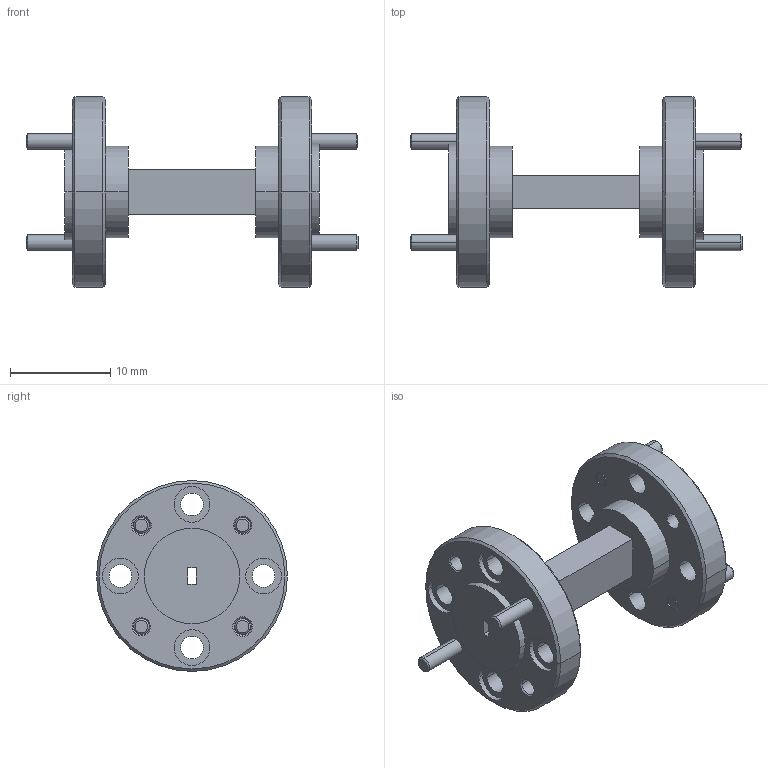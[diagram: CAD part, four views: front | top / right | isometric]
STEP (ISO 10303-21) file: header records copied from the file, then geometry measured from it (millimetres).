
FILE_DESCRIPTION (( 'STEP AP203' ), '1' );
FILE_NAME ('SWG-06010-F1.STEP', '2017-06-06T22:32:05', ( '' ), ( '' ), 'SwSTEP 2.0', 'SolidWorks 2013', '' );
FILE_SCHEMA (( 'CONFIG_CONTROL_DESIGN' ));
Length unit declared in the file: inch
Products named in the file (1): SWG-06010-F1
Bounding box: 33.15 x 19.05 x 19.05 mm (x, y, z)
Volume: 2317.2 mm3; surface area: 2378.4 mm2
Topology: 5 solids, 5 shells, 140 faces, 324 edges, 208 vertices
Faces by surface type: cylinder 68, cone 40, plane 32
Entity records: 4187 total; most frequent: DIRECTION 798, CARTESIAN_POINT 673, ORIENTED_EDGE 648, AXIS2_PLACEMENT_3D 333, EDGE_CURVE 324, VERTEX_POINT 208, CIRCLE 192, EDGE_LOOP 188
